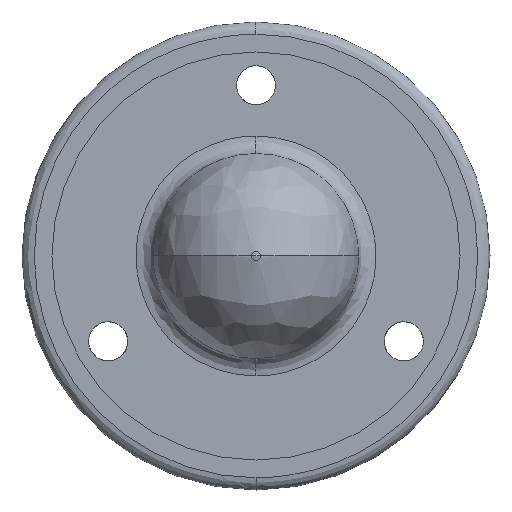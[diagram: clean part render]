
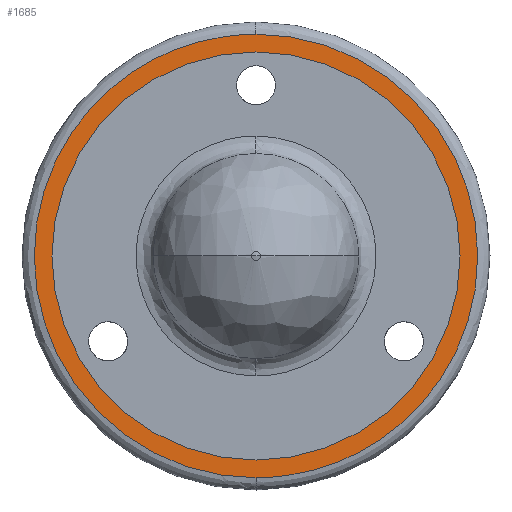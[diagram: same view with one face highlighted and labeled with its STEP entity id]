
A CAD part, front view. The second image highlights one B-rep face of the part: STEP entity #1685.
In plain terms, the highlighted planar face has unit normal (0, -1, 0).
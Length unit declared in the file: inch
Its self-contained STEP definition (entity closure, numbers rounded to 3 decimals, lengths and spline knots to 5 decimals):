
#50 = FACE_OUTER_BOUND ( 'NONE', #1912, .T. ) ;
#111 = EDGE_CURVE ( 'NONE', #1873, #1731, #1334, .T. ) ;
#294 = ORIENTED_EDGE ( 'NONE', *, *, #111, .F. ) ;
#313 = AXIS2_PLACEMENT_3D ( 'NONE', #3182, #995, #1531 ) ;
#323 = CARTESIAN_POINT ( 'NONE',  ( -1.19429, 0.41322, 0. ) ) ;
#422 = CARTESIAN_POINT ( 'NONE',  ( -2.39508, 0.41322, 1.04724 ) ) ;
#464 = CARTESIAN_POINT ( 'NONE',  ( -2.39508, 0.41322, 1.1378 ) ) ;
#484 = EDGE_CURVE ( 'NONE', #3386, #3179, #2961, .T. ) ;
#692 = ORIENTED_EDGE ( 'NONE', *, *, #1776, .F. ) ;
#695 = CARTESIAN_POINT ( 'NONE',  ( -2.39508, 0.41322, -1.1378 ) ) ;
#766 = CARTESIAN_POINT ( 'NONE',  ( -2.39508, 0.41322, 1.1378 ) ) ;
#951 = CARTESIAN_POINT ( 'NONE',  ( -0.11949, 0.41322, -1.1378 ) ) ;
#995 = DIRECTION ( 'NONE',  ( 0., -1., 0. ) ) ;
#1131 = AXIS2_PLACEMENT_3D ( 'NONE', #323, #2262, #3016 ) ;
#1191 = CARTESIAN_POINT ( 'NONE',  ( -2.39508, 0.41322, -1.1378 ) ) ;
#1243 = CARTESIAN_POINT ( 'NONE',  ( -2.39508, 0.41322, -1.1378 ) ) ;
#1258 = EDGE_CURVE ( 'NONE', #3179, #3386, #2562, .T. ) ;
#1274 = ORIENTED_EDGE ( 'NONE', *, *, #1258, .F. ) ;
#1334 =( BOUNDED_CURVE ( )  B_SPLINE_CURVE ( 3, ( #464, #1556, #951, #1243 ),
 .UNSPECIFIED., .F., .F. ) 
 B_SPLINE_CURVE_WITH_KNOTS ( ( 4, 4 ),
 ( 0., 1. ),
 .UNSPECIFIED. ) 
 CURVE ( )  GEOMETRIC_REPRESENTATION_ITEM ( )  RATIONAL_B_SPLINE_CURVE ( ( 1., 0.333, 0.333, 1. ) ) 
 REPRESENTATION_ITEM ( '' )  );
#1336 = DIRECTION ( 'NONE',  ( 0., -1., 0. ) ) ;
#1358 = ORIENTED_EDGE ( 'NONE', *, *, #484, .F. ) ;
#1371 = DIRECTION ( 'NONE',  ( 0., 0., 1. ) ) ;
#1384 = CARTESIAN_POINT ( 'NONE',  ( -2.39508, 0.41322, 0. ) ) ;
#1531 = DIRECTION ( 'NONE',  ( 0., 0., 1. ) ) ;
#1556 = CARTESIAN_POINT ( 'NONE',  ( -0.11949, 0.41322, 1.1378 ) ) ;
#1685 = ADVANCED_FACE ( 'NONE', ( #1957, #50 ), #3038, .F. ) ;
#1731 = VERTEX_POINT ( 'NONE', #1191 ) ;
#1776 = EDGE_CURVE ( 'NONE', #1731, #1873, #2097, .T. ) ;
#1873 = VERTEX_POINT ( 'NONE', #766 ) ;
#1912 = EDGE_LOOP ( 'NONE', ( #692, #294 ) ) ;
#1920 = AXIS2_PLACEMENT_3D ( 'NONE', #1384, #1336, #1371 ) ;
#1957 = FACE_BOUND ( 'NONE', #3294, .T. ) ;
#2015 = CARTESIAN_POINT ( 'NONE',  ( -2.39508, 0.41322, 1.1378 ) ) ;
#2097 =( BOUNDED_CURVE ( )  B_SPLINE_CURVE ( 3, ( #695, #2626, #3424, #2015 ),
 .UNSPECIFIED., .F., .F. ) 
 B_SPLINE_CURVE_WITH_KNOTS ( ( 4, 4 ),
 ( 0., 1. ),
 .UNSPECIFIED. ) 
 CURVE ( )  GEOMETRIC_REPRESENTATION_ITEM ( )  RATIONAL_B_SPLINE_CURVE ( ( 1., 0.333, 0.333, 1. ) ) 
 REPRESENTATION_ITEM ( '' )  );
#2262 = DIRECTION ( 'NONE',  ( 0., 1., 0. ) ) ;
#2562 = CIRCLE ( 'NONE', #313, 1.04724 ) ;
#2626 = CARTESIAN_POINT ( 'NONE',  ( -4.67067, 0.41322, -1.1378 ) ) ;
#2961 = CIRCLE ( 'NONE', #1920, 1.04724 ) ;
#3016 = DIRECTION ( 'NONE',  ( 0., 0., -1. ) ) ;
#3038 = PLANE ( 'NONE',  #1131 ) ;
#3179 = VERTEX_POINT ( 'NONE', #3484 ) ;
#3182 = CARTESIAN_POINT ( 'NONE',  ( -2.39508, 0.41322, 0. ) ) ;
#3294 = EDGE_LOOP ( 'NONE', ( #1358, #1274 ) ) ;
#3386 = VERTEX_POINT ( 'NONE', #422 ) ;
#3424 = CARTESIAN_POINT ( 'NONE',  ( -4.67067, 0.41322, 1.1378 ) ) ;
#3484 = CARTESIAN_POINT ( 'NONE',  ( -2.39508, 0.41322, -1.04724 ) ) ;
